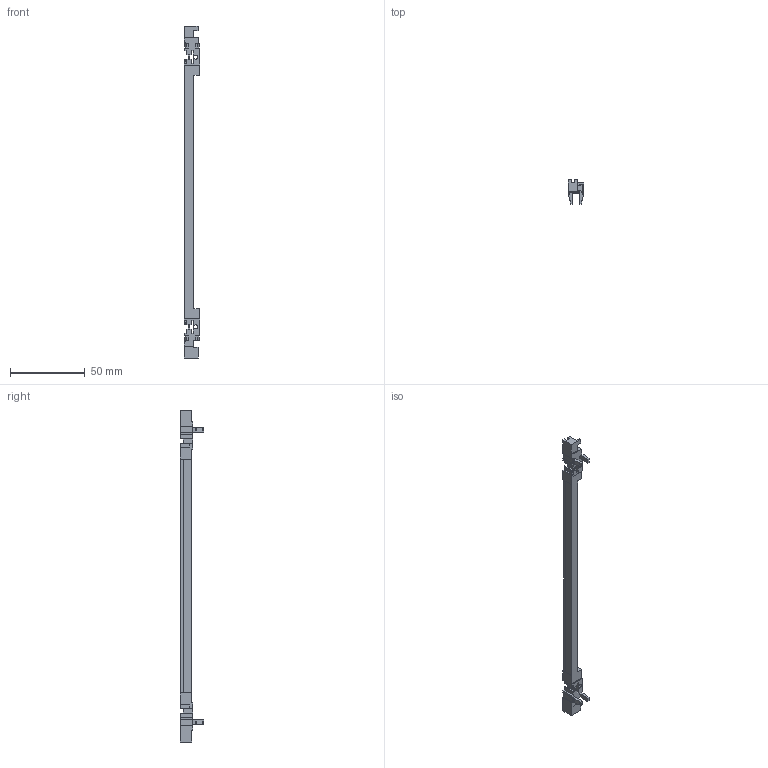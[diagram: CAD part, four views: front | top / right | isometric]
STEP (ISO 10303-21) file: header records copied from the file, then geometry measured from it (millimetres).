
FILE_DESCRIPTION(/* description */ ('','CAx-IF Rec.Pracs.---Representation and Presentation of Product Manufacturing Information (PMI)---4.0---2014-10-13'),/* implementation_level */ '2;1');
FILE_NAME(/* name */ '86222020_KF M 220 2 5.stp',/* time_stamp */ '2021-08-12T12:07:53+02:00',/* author */ ('Kotzmaier'),/* organization */ ('TraceParts S.A.'),/* preprocessor_version */ 'ST-DEVELOPER v17.2',/* originating_system */ 'Autodesk Inventor 2019',/* authorisation */ '');
FILE_SCHEMA (('AP242_MANAGED_MODEL_BASED_3D_ENGINEERING_MIM_LF { 1 0 10303 442 1 1 4 }'));
Length unit declared in the file: millimetre
Products named in the file (1): KF_M 220 - 2,5
Bounding box: 10.08 x 15.95 x 221.5 mm (x, y, z)
Volume: 9870.4 mm3; surface area: 8321.3 mm2
Topology: 1 solids, 1 shells, 161 faces, 473 edges, 315 vertices
Faces by surface type: plane 159, cylinder 2
Full cylindrical faces by diameter (mm): 2.8 x2
Entity records: 5301 total; most frequent: CARTESIAN_POINT 950, ORIENTED_EDGE 946, DIRECTION 802, EDGE_CURVE 473, LINE 468, VECTOR 468, VERTEX_POINT 315, EDGE_LOOP 170
